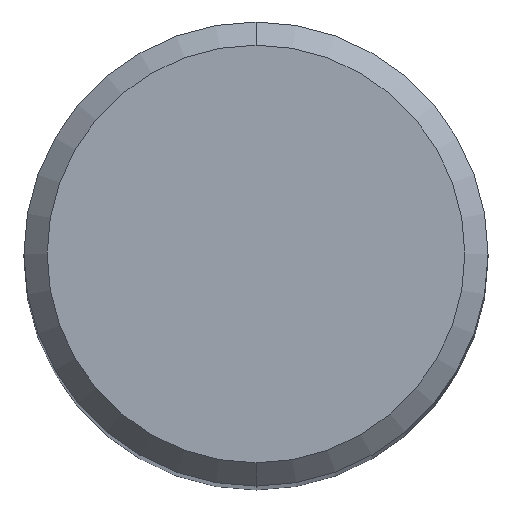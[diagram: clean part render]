
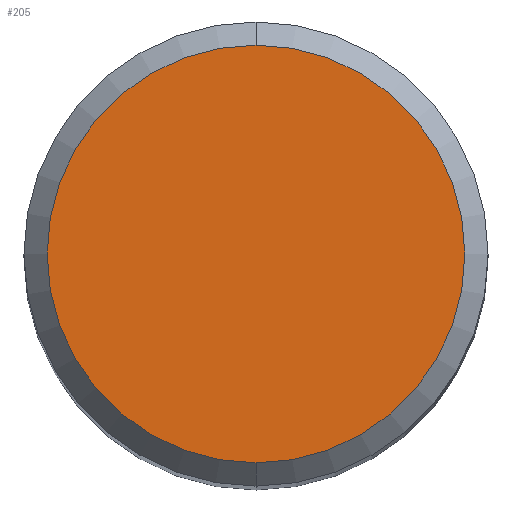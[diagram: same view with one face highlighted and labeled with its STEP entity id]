
A CAD part, top view. The second image highlights one B-rep face of the part: STEP entity #205.
In plain terms, the highlighted planar face has unit normal (0, 0, 1).
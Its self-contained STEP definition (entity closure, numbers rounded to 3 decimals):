
#125=EDGE_CURVE('',#161,#167,#278,.T.);
#161=VERTEX_POINT('',#318);
#167=VERTEX_POINT('',#326);
#205=ADVANCED_FACE('',(#371),#372,.T.);
#213=EDGE_CURVE('',#167,#161,#380,.T.);
#278=CIRCLE('',#442,5.4);
#318=CARTESIAN_POINT('',(0.,-5.4,0.0));
#326=CARTESIAN_POINT('',(0.0,5.4,0.0));
#371=FACE_OUTER_BOUND('',#563,.T.);
#372=PLANE('',#564);
#380=CIRCLE('',#577,5.4);
#442=AXIS2_PLACEMENT_3D('',#634,#635,#636);
#563=EDGE_LOOP('',(#765,#766));
#564=AXIS2_PLACEMENT_3D('',#767,#768,#769);
#577=AXIS2_PLACEMENT_3D('',#777,#778,#779);
#634=CARTESIAN_POINT('',(0.0,0.0,0.0));
#635=DIRECTION('',(0.0,0.0,-1.0));
#636=DIRECTION('',(0.0,1.0,0.0));
#765=ORIENTED_EDGE('',*,*,#213,.F.);
#766=ORIENTED_EDGE('',*,*,#125,.F.);
#767=CARTESIAN_POINT('',(0.0,2.7,0.0));
#768=DIRECTION('',(-0.0,0.0,1.0));
#769=DIRECTION('',(0.0,-1.0,0.0));
#777=CARTESIAN_POINT('',(0.0,0.0,0.0));
#778=DIRECTION('',(0.0,0.0,-1.0));
#779=DIRECTION('',(0.0,1.0,0.0));
